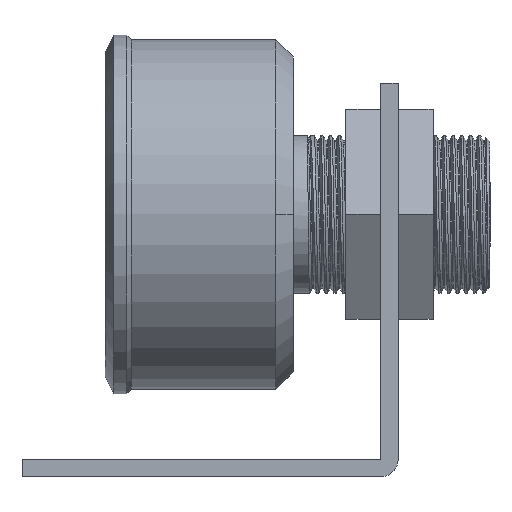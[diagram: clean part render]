
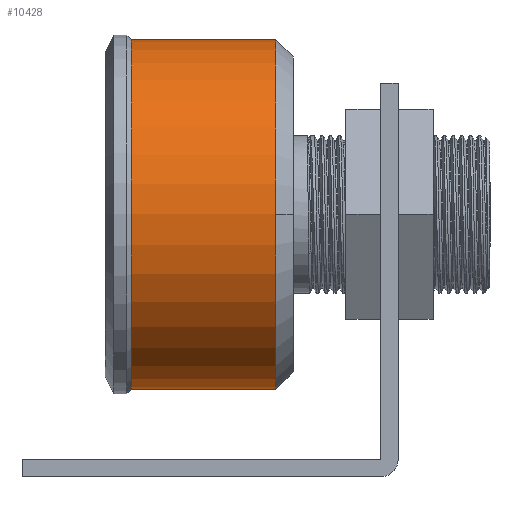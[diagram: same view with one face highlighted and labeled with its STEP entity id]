
A CAD part, left-side view. The second image highlights one B-rep face of the part: STEP entity #10428.
In plain terms, the highlighted cylindrical face has radius 20 mm (diameter 40 mm), a partial arc.
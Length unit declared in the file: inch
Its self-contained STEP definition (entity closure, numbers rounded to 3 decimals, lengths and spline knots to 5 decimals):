
#279 = VERTEX_POINT ( 'NONE', #3718 ) ;
#703 = CARTESIAN_POINT ( 'NONE',  ( 0., 0.96457, 0.7874 ) ) ;
#1676 = ORIENTED_EDGE ( 'NONE', *, *, #17328, .T. ) ;
#2733 = AXIS2_PLACEMENT_3D ( 'NONE', #15945, #7317, #5874 ) ;
#3205 = VERTEX_POINT ( 'NONE', #18835 ) ;
#3220 = DIRECTION ( 'NONE',  ( 0., 1., 0. ) ) ;
#3456 = AXIS2_PLACEMENT_3D ( 'NONE', #7013, #18701, #4126 ) ;
#3713 = EDGE_CURVE ( 'NONE', #279, #8890, #4948, .T. ) ;
#3718 = CARTESIAN_POINT ( 'NONE',  ( 0., 0.96457, -0.7874 ) ) ;
#4126 = DIRECTION ( 'NONE',  ( 0., 0., 1. ) ) ;
#4160 = EDGE_LOOP ( 'NONE', ( #12003, #12759, #13467, #4526, #1676 ) ) ;
#4526 = ORIENTED_EDGE ( 'NONE', *, *, #4657, .T. ) ;
#4657 = EDGE_CURVE ( 'NONE', #7492, #3205, #8086, .T. ) ;
#4948 = LINE ( 'NONE', #7741, #5074 ) ;
#5074 = VECTOR ( 'NONE', #3220, 39.37008 ) ;
#5368 = EDGE_CURVE ( 'NONE', #279, #8934, #12939, .T. ) ;
#5834 = CIRCLE ( 'NONE', #15016, 0.7874 ) ;
#5874 = DIRECTION ( 'NONE',  ( 0., 0., 1. ) ) ;
#6304 = DIRECTION ( 'NONE',  ( 0., 1., 0. ) ) ;
#6545 = DIRECTION ( 'NONE',  ( 0., 1., 0. ) ) ;
#7013 = CARTESIAN_POINT ( 'NONE',  ( 0., 0.96457, 0. ) ) ;
#7317 = DIRECTION ( 'NONE',  ( 0., 1., 0. ) ) ;
#7492 = VERTEX_POINT ( 'NONE', #703 ) ;
#7718 = DIRECTION ( 'NONE',  ( 0., -1., 0. ) ) ;
#7741 = CARTESIAN_POINT ( 'NONE',  ( 0., 0., -0.7874 ) ) ;
#8086 = LINE ( 'NONE', #13902, #11146 ) ;
#8890 = VERTEX_POINT ( 'NONE', #9913 ) ;
#8934 = VERTEX_POINT ( 'NONE', #10197 ) ;
#9913 = CARTESIAN_POINT ( 'NONE',  ( 0., 1.61417, -0.7874 ) ) ;
#10197 = CARTESIAN_POINT ( 'NONE',  ( -0.7874, 0.96457, 0. ) ) ;
#10428 = ADVANCED_FACE ( 'NONE', ( #16562 ), #17993, .T. ) ;
#11146 = VECTOR ( 'NONE', #6545, 39.37008 ) ;
#11353 = EDGE_CURVE ( 'NONE', #8934, #7492, #16521, .T. ) ;
#11358 = AXIS2_PLACEMENT_3D ( 'NONE', #13761, #6304, #15211 ) ;
#12003 = ORIENTED_EDGE ( 'NONE', *, *, #3713, .F. ) ;
#12759 = ORIENTED_EDGE ( 'NONE', *, *, #5368, .T. ) ;
#12939 = CIRCLE ( 'NONE', #3456, 0.7874 ) ;
#13467 = ORIENTED_EDGE ( 'NONE', *, *, #11353, .T. ) ;
#13544 = DIRECTION ( 'NONE',  ( 0., 0., 1. ) ) ;
#13761 = CARTESIAN_POINT ( 'NONE',  ( 0., 0., 0. ) ) ;
#13902 = CARTESIAN_POINT ( 'NONE',  ( 0., 0., 0.7874 ) ) ;
#14991 = CARTESIAN_POINT ( 'NONE',  ( 0., 1.61417, 0. ) ) ;
#15016 = AXIS2_PLACEMENT_3D ( 'NONE', #14991, #7718, #13544 ) ;
#15211 = DIRECTION ( 'NONE',  ( 0., 0., 1. ) ) ;
#15945 = CARTESIAN_POINT ( 'NONE',  ( 0., 0.96457, 0. ) ) ;
#16521 = CIRCLE ( 'NONE', #2733, 0.7874 ) ;
#16562 = FACE_OUTER_BOUND ( 'NONE', #4160, .T. ) ;
#17328 = EDGE_CURVE ( 'NONE', #3205, #8890, #5834, .T. ) ;
#17993 = CYLINDRICAL_SURFACE ( 'NONE', #11358, 0.7874 ) ;
#18701 = DIRECTION ( 'NONE',  ( 0., 1., 0. ) ) ;
#18835 = CARTESIAN_POINT ( 'NONE',  ( 0., 1.61417, 0.7874 ) ) ;
